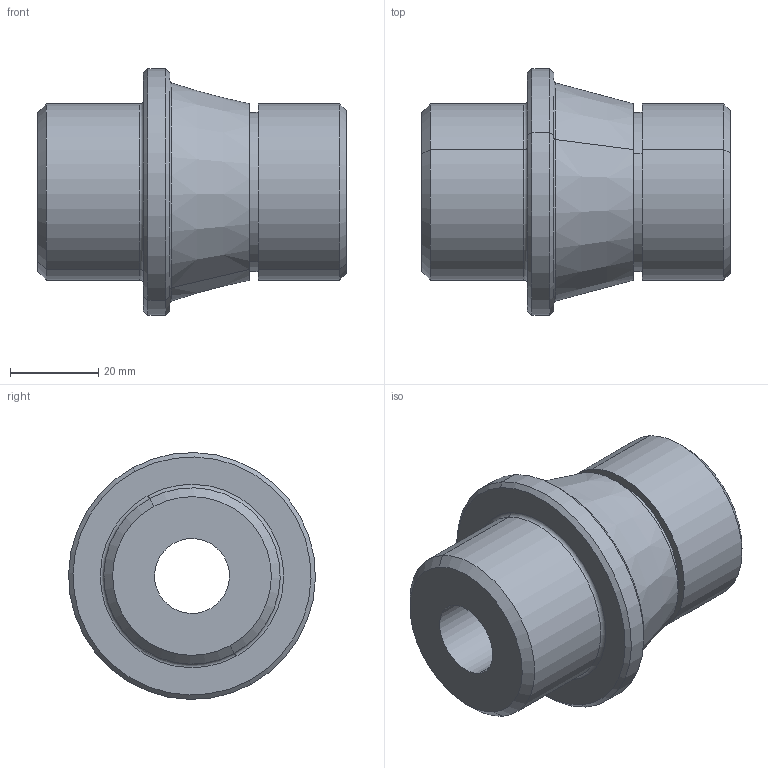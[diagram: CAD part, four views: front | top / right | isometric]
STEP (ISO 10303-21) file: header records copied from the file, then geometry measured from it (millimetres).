
FILE_DESCRIPTION(('CATIA V5 STEP Exchange'),'2;1');
FILE_NAME('ER32.stp','2018-11-07T08:01:02+00:00',('none'),('none'),'CATIA Version 5 Release 20 SP 6 (IN-10)','CATIA V5 STEP AP203','none');
FILE_SCHEMA(('CONFIG_CONTROL_DESIGN'));
Length unit declared in the file: millimetre
Products named in the file (1): Part1
Bounding box: 70 x 55.98 x 55.98 mm (x, y, z)
Volume: 69299.2 mm3; surface area: 17769.5 mm2
Topology: 1 solids, 1 shells, 38 faces, 76 edges, 44 vertices
Faces by surface type: cone 14, cylinder 12, torus 6, plane 6
Entity records: 910 total; most frequent: ORIENTED_EDGE 152, CARTESIAN_POINT 144, DIRECTION 122, EDGE_CURVE 76, AXIS2_PLACEMENT_3D 74, CIRCLE 50, EDGE_LOOP 44, VERTEX_POINT 44
